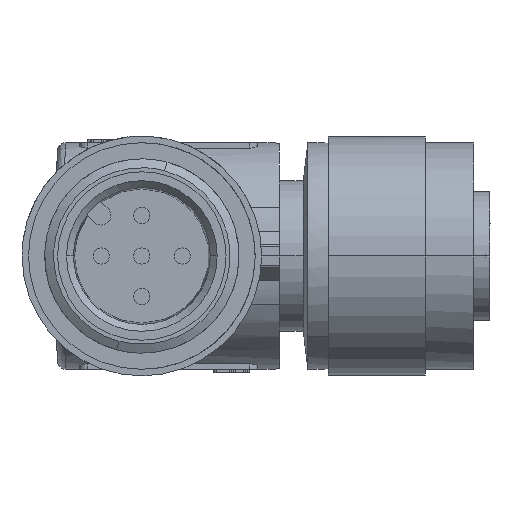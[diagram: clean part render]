
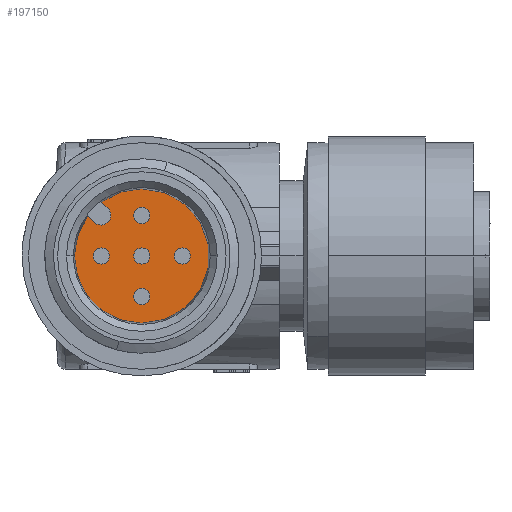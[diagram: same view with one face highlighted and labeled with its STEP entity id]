
A CAD part, left-side view. The second image highlights one B-rep face of the part: STEP entity #197150.
In plain terms, the highlighted face is planar.
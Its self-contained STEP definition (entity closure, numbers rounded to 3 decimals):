
#194050=CARTESIAN_POINT('',(-21.067,12.029,-103.1));
#194060=DIRECTION('',(0.,1.,
0.));
#194070=VECTOR('',#194060,1.);
#194080=LINE('',#194050,#194070);
#194090=CARTESIAN_POINT('',(-21.065,-30.078,-103.1))
;
#194100=VERTEX_POINT('',#194090);
#194110=CARTESIAN_POINT('',(-21.065,-29.522,-103.1))
;
#194120=VERTEX_POINT('',#194110);
#194130=EDGE_CURVE('',#194100,#194120,#194080,.T.);
#195100=CARTESIAN_POINT('',(-19.867,10.829,-103.1));
#195110=DIRECTION('',(0.,-1.,
0.));
#195120=VECTOR('',#195110,1.);
#195130=LINE('',#195100,#195120);
#195140=CARTESIAN_POINT('',(-19.865,-29.522,-103.1))
;
#195150=VERTEX_POINT('',#195140);
#195160=CARTESIAN_POINT('',(-19.865,-30.078,-103.1));
#195170=VERTEX_POINT('',#195160);
#195180=EDGE_CURVE('',#195150,#195170,#195130,.T.);
#195670=CARTESIAN_POINT('',(-17.531,-30.693,-103.1))
;
#195680=VERTEX_POINT('',#195670);
#195710=CARTESIAN_POINT('',(-20.465,-33.628,-103.1))
;
#195720=DIRECTION('',(0.,0.,1.));
#195730=DIRECTION('',(-0.707,-0.707,
0.));
#195740=AXIS2_PLACEMENT_3D('',#195710,#195720,#195730);
#195750=CIRCLE('',#195740,4.15);
#195760=EDGE_CURVE('',#195680,#195150,#195750,.T.);
#195940=CARTESIAN_POINT('',(-20.465,-30.078,-103.1))
;
#195950=DIRECTION('',(0.,0.,1.));
#195960=DIRECTION('',(-0.707,-0.707,
0.));
#195970=AXIS2_PLACEMENT_3D('',#195940,#195950,#195960);
#195980=CIRCLE('',#195970,0.6);
#195990=CARTESIAN_POINT('',(-20.889,-30.502,-103.1));
#196000=VERTEX_POINT('',#195990);
#196010=EDGE_CURVE('',#196000,#195170,#195980,.T.);
#196210=CARTESIAN_POINT('',(-19.263,-34.83,-103.1))
;
#196220=DIRECTION('',(0.,0.,1.));
#196230=DIRECTION('',(-0.707,0.707,
0.));
#196240=AXIS2_PLACEMENT_3D('',#196210,#196220,#196230);
#196250=PLANE('',#196240);
#196260=CARTESIAN_POINT('',(-18.697,-35.396,-103.1))
;
#196270=DIRECTION('',(0.,0.,1.));
#196280=DIRECTION('',(0.707,-0.707,
0.));
#196290=AXIS2_PLACEMENT_3D('',#196260,#196270,#196280);
#196300=CIRCLE('',#196290,0.5);
#196310=CARTESIAN_POINT('',(-18.344,-35.749,-103.1))
;
#196320=VERTEX_POINT('',#196310);
#196330=CARTESIAN_POINT('',(-19.051,-35.042,-103.1))
;
#196340=VERTEX_POINT('',#196330);
#196350=EDGE_CURVE('',#196320,#196340,#196300,.T.);
#196360=ORIENTED_EDGE('',*,*,#196350,.F.);
#196370=EDGE_CURVE('',#196340,#196320,#196300,.T.);
#196380=ORIENTED_EDGE('',*,*,#196370,.F.);
#196390=EDGE_LOOP('',(#196380,#196360));
#196400=FACE_BOUND('',#196390,.T.);
#196410=CARTESIAN_POINT('',(-20.465,-33.628,-103.1))
;
#196420=DIRECTION('',(0.,0.,1.));
#196430=DIRECTION('',(0.707,-0.707,
0.));
#196440=AXIS2_PLACEMENT_3D('',#196410,#196420,#196430);
#196450=CIRCLE('',#196440,0.5);
#196460=CARTESIAN_POINT('',(-20.111,-33.982,-103.1));
#196470=VERTEX_POINT('',#196460);
#196480=CARTESIAN_POINT('',(-20.819,-33.275,-103.1));
#196490=VERTEX_POINT('',#196480);
#196500=EDGE_CURVE('',#196470,#196490,#196450,.T.);
#196510=ORIENTED_EDGE('',*,*,#196500,.F.);
#196520=EDGE_CURVE('',#196490,#196470,#196450,.T.);
#196530=ORIENTED_EDGE('',*,*,#196520,.F.);
#196540=EDGE_LOOP('',(#196530,#196510));
#196550=FACE_BOUND('',#196540,.T.);
#196560=CARTESIAN_POINT('',(-22.233,-31.86,-103.1))
;
#196570=DIRECTION('',(0.,0.,1.));
#196580=DIRECTION('',(0.707,-0.707,
0.));
#196590=AXIS2_PLACEMENT_3D('',#196560,#196570,#196580);
#196600=CIRCLE('',#196590,0.5);
#196610=CARTESIAN_POINT('',(-21.879,-32.214,-103.1))
;
#196620=VERTEX_POINT('',#196610);
#196630=CARTESIAN_POINT('',(-22.586,-31.507,-103.1));
#196640=VERTEX_POINT('',#196630);
#196650=EDGE_CURVE('',#196620,#196640,#196600,.T.);
#196660=ORIENTED_EDGE('',*,*,#196650,.F.);
#196670=EDGE_CURVE('',#196640,#196620,#196600,.T.);
#196680=ORIENTED_EDGE('',*,*,#196670,.F.);
#196690=EDGE_LOOP('',(#196680,#196660));
#196700=FACE_BOUND('',#196690,.T.);
#196710=CARTESIAN_POINT('',(-18.697,-31.86,-103.1))
;
#196720=DIRECTION('',(0.,0.,1.));
#196730=DIRECTION('',(0.707,-0.707,
0.));
#196740=AXIS2_PLACEMENT_3D('',#196710,#196720,#196730);
#196750=CIRCLE('',#196740,0.5);
#196760=CARTESIAN_POINT('',(-18.344,-32.214,-103.1))
;
#196770=VERTEX_POINT('',#196760);
#196780=CARTESIAN_POINT('',(-19.051,-31.507,-103.1))
;
#196790=VERTEX_POINT('',#196780);
#196800=EDGE_CURVE('',#196770,#196790,#196750,.T.);
#196810=ORIENTED_EDGE('',*,*,#196800,.F.);
#196820=EDGE_CURVE('',#196790,#196770,#196750,.T.);
#196830=ORIENTED_EDGE('',*,*,#196820,.F.);
#196840=EDGE_LOOP('',(#196830,#196810));
#196850=FACE_BOUND('',#196840,.T.);
#196860=CARTESIAN_POINT('',(-22.233,-35.396,-103.1))
;
#196870=DIRECTION('',(0.,0.,1.));
#196880=DIRECTION('',(0.707,-0.707,
0.));
#196890=AXIS2_PLACEMENT_3D('',#196860,#196870,#196880);
#196900=CIRCLE('',#196890,0.5);
#196910=CARTESIAN_POINT('',(-21.879,-35.749,-103.1))
;
#196920=VERTEX_POINT('',#196910);
#196930=CARTESIAN_POINT('',(-22.586,-35.042,-103.1))
;
#196940=VERTEX_POINT('',#196930);
#196950=EDGE_CURVE('',#196920,#196940,#196900,.T.);
#196960=ORIENTED_EDGE('',*,*,#196950,.F.);
#196970=EDGE_CURVE('',#196940,#196920,#196900,.T.);
#196980=ORIENTED_EDGE('',*,*,#196970,.F.);
#196990=EDGE_LOOP('',(#196980,#196960));
#197000=FACE_BOUND('',#196990,.T.);
#197010=CARTESIAN_POINT('',(-23.399,-36.563,-103.1))
;
#197020=VERTEX_POINT('',#197010);
#197030=EDGE_CURVE('',#197020,#195680,#195750,.T.);
#197040=ORIENTED_EDGE('',*,*,#197030,.T.);
#197050=EDGE_CURVE('',#194120,#197020,#195750,.T.);
#197060=ORIENTED_EDGE('',*,*,#197050,.T.);
#197070=ORIENTED_EDGE('',*,*,#194130,.T.);
#197080=EDGE_CURVE('',#194100,#196000,#195980,.T.);
#197090=ORIENTED_EDGE('',*,*,#197080,.F.);
#197100=ORIENTED_EDGE('',*,*,#196010,.F.);
#197110=ORIENTED_EDGE('',*,*,#195180,.T.);
#197120=ORIENTED_EDGE('',*,*,#195760,.T.);
#197130=EDGE_LOOP('',(#197120,#197110,#197100,#197090,#197070,#197060,
#197040));
#197140=FACE_OUTER_BOUND('',#197130,.T.);
#197150=ADVANCED_FACE('',(#196400,#196550,#196700,#196850,#197000,
#197140),#196250,.T.);
